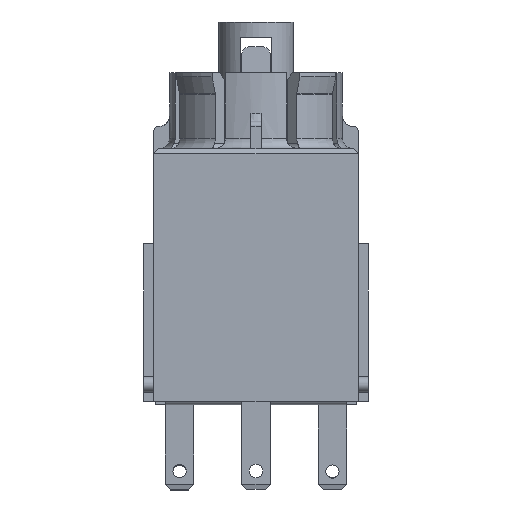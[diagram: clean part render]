
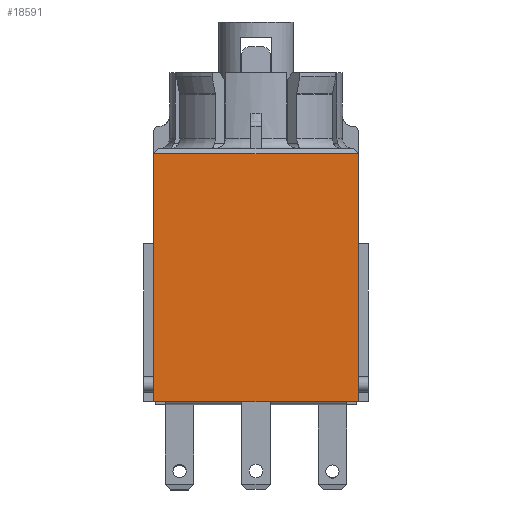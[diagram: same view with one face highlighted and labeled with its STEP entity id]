
A CAD part, front view. The second image highlights one B-rep face of the part: STEP entity #18591.
In plain terms, the highlighted planar face has unit normal (0, -1, 0).
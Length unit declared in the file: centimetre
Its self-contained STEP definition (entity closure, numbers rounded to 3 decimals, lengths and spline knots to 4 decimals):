
#1197=FACE_OUTER_BOUND('',#2207,.T.);
#2207=EDGE_LOOP('',(#14605,#14606,#14607,#14608));
#3729=LINE('',#29386,#6026);
#3765=LINE('',#29453,#6062);
#3766=LINE('',#29455,#6063);
#3767=LINE('',#29456,#6064);
#6026=VECTOR('',#22893,2.02);
#6062=VECTOR('',#22959,2.02);
#6063=VECTOR('',#22962,2.45);
#6064=VECTOR('',#22963,2.45);
#8081=VERTEX_POINT('',#28264);
#8272=VERTEX_POINT('',#29384);
#8273=VERTEX_POINT('',#29385);
#8289=VERTEX_POINT('',#29449);
#10542=EDGE_CURVE('',#8272,#8273,#3729,.T.);
#10578=EDGE_CURVE('',#8081,#8289,#3765,.T.);
#10579=EDGE_CURVE('',#8272,#8081,#3766,.T.);
#10580=EDGE_CURVE('',#8273,#8289,#3767,.T.);
#14605=ORIENTED_EDGE('',*,*,#10578,.F.);
#14606=ORIENTED_EDGE('',*,*,#10579,.F.);
#14607=ORIENTED_EDGE('',*,*,#10542,.T.);
#14608=ORIENTED_EDGE('',*,*,#10580,.T.);
#17628=PLANE('',#19843);
#18591=ADVANCED_FACE('',(#1197),#17628,.T.);
#19843=AXIS2_PLACEMENT_3D('',#29454,#22960,#22961);
#22893=DIRECTION('',(1.,0.,0.));
#22959=DIRECTION('',(1.,0.,0.));
#22960=DIRECTION('center_axis',(0.,-1.,0.));
#22961=DIRECTION('ref_axis',(0.,0.,1.));
#22962=DIRECTION('',(0.,0.,1.));
#22963=DIRECTION('',(0.,0.,1.));
#28264=CARTESIAN_POINT('',(-1.01,-1.11,2.49));
#29384=CARTESIAN_POINT('',(-1.01,-1.11,0.04));
#29385=CARTESIAN_POINT('',(1.01,-1.11,0.04));
#29386=CARTESIAN_POINT('',(-1.01,-1.11,0.04));
#29449=CARTESIAN_POINT('',(1.01,-1.11,2.49));
#29453=CARTESIAN_POINT('',(0.505,-1.11,2.49));
#29454=CARTESIAN_POINT('Origin',(1.01,-1.11,0.04));
#29455=CARTESIAN_POINT('',(-1.01,-1.11,0.04));
#29456=CARTESIAN_POINT('',(1.01,-1.11,0.04));
